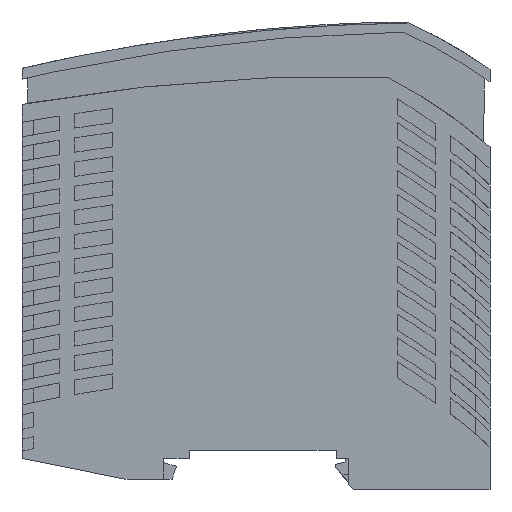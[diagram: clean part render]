
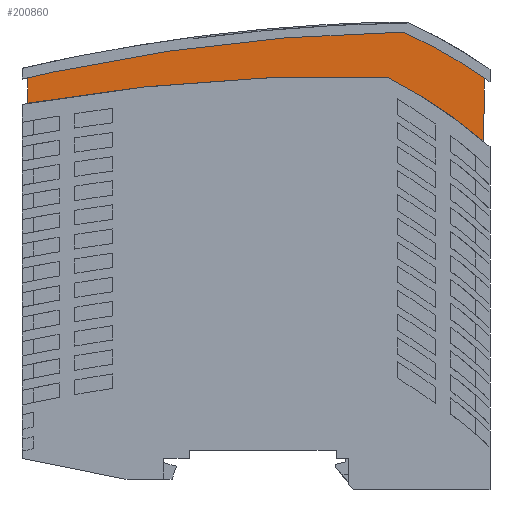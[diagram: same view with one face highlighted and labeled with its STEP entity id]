
A CAD part, left-side view. The second image highlights one B-rep face of the part: STEP entity #200860.
In plain terms, the highlighted face is planar.
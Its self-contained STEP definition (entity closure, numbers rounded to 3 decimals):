
#5500=CARTESIAN_POINT('',(-43.802,79.289,-20.5));
#5510=VERTEX_POINT('',#5500);
#5560=CARTESIAN_POINT('',(12.018,-1.261,-20.5));
#5570=DIRECTION('',(0.,0.,1.));
#5580=DIRECTION('',(0.,1.,0.));
#5590=AXIS2_PLACEMENT_3D('',#5560,#5570,#5580);
#5600=CIRCLE('',#5590,98.);
#5610=CARTESIAN_POINT('',(-28.387,88.023,-20.5));
#5620=VERTEX_POINT('',#5610);
#5630=EDGE_CURVE('',#5620,#5510,#5600,.T.);
#9610=CARTESIAN_POINT('',(-43.8,66.991,-20.5));
#9620=VERTEX_POINT('',#9610);
#9650=CARTESIAN_POINT('',(-43.216,0.,-20.5));
#9660=DIRECTION('',(0.009,-1.,0.));
#9670=VECTOR('',#9660,1.);
#9680=LINE('',#9650,#9670);
#9690=CARTESIAN_POINT('',(-43.907,79.215,-20.5));
#9700=VERTEX_POINT('',#9690);
#9710=EDGE_CURVE('',#9700,#9620,#9680,.T.);
#10090=CARTESIAN_POINT('',(-25.228,79.342,-20.5));
#10100=VERTEX_POINT('',#10090);
#10130=CARTESIAN_POINT('',(19.707,-8.368,-20.5));
#10140=DIRECTION('',(0.,0.,1.));
#10150=DIRECTION('',(-0.456,0.89,0.));
#10160=AXIS2_PLACEMENT_3D('',#10130,#10140,#10150);
#10170=CIRCLE('',#10160,98.55);
#10180=EDGE_CURVE('',#10100,#9620,#10170,.T.);
#46030=CARTESIAN_POINT('',(0.,110.048,-20.5));
#46040=DIRECTION('',(-0.818,-0.575,0.));
#46050=VECTOR('',#46040,1.);
#46060=LINE('',#46030,#46050);
#46070=EDGE_CURVE('',#5510,#9700,#46060,.T.);
#102850=CARTESIAN_POINT('',(43.213,0.,-20.5));
#102860=DIRECTION('',(0.009,1.,0.));
#102870=VECTOR('',#102860,1.);
#102880=LINE('',#102850,#102870);
#102890=CARTESIAN_POINT('',(43.862,74.338,-20.5));
#102900=VERTEX_POINT('',#102890);
#102910=CARTESIAN_POINT('',(43.904,79.229,-20.5));
#102920=VERTEX_POINT('',#102910);
#102930=EDGE_CURVE('',#102900,#102920,#102880,.T.);
#123620=CARTESIAN_POINT('',(-15.7,-268.577,-20.5));
#123630=DIRECTION('',(0.,0.,1.));
#123640=DIRECTION('',(0.172,0.985,0.));
#123650=AXIS2_PLACEMENT_3D('',#123620,#123630,#123640);
#123660=CIRCLE('',#123650,348.05);
#123670=EDGE_CURVE('',#102900,#10100,#123660,.T.);
#164080=CARTESIAN_POINT('',(39.218,80.315,-20.5));
#164090=VERTEX_POINT('',#164080);
#164120=CARTESIAN_POINT('',(0.,89.397,-20.5));
#164130=DIRECTION('',(0.974,-0.226,0.));
#164140=VECTOR('',#164130,1.);
#164150=LINE('',#164120,#164140);
#164160=EDGE_CURVE('',#164090,#102920,#164150,.T.);
#200520=CARTESIAN_POINT('',(-33.817,-259.935,-20.5));
#200530=DIRECTION('',(0.,0.,1.));
#200540=DIRECTION('',(0.,1.,0.));
#200550=AXIS2_PLACEMENT_3D('',#200520,#200530,#200540);
#200560=CIRCLE('',#200550,348.);
#200570=EDGE_CURVE('',#164090,#5620,#200560,.T.);
#200710=CARTESIAN_POINT('',(8.138,82.098,-20.5));
#200720=DIRECTION('',(0.,0.,-1.));
#200730=DIRECTION('',(-1.,0.,0.));
#200740=AXIS2_PLACEMENT_3D('',#200710,#200720,#200730);
#200750=PLANE('',#200740);
#200760=ORIENTED_EDGE('',*,*,#164160,.T.);
#200770=ORIENTED_EDGE('',*,*,#200570,.F.);
#200780=ORIENTED_EDGE('',*,*,#5630,.F.);
#200790=ORIENTED_EDGE('',*,*,#46070,.F.);
#200800=ORIENTED_EDGE('',*,*,#9710,.F.);
#200810=ORIENTED_EDGE('',*,*,#10180,.T.);
#200820=ORIENTED_EDGE('',*,*,#123670,.T.);
#200830=ORIENTED_EDGE('',*,*,#102930,.F.);
#200840=EDGE_LOOP('',(#200830,#200820,#200810,#200800,#200790,#200780,
#200770,#200760));
#200850=FACE_OUTER_BOUND('',#200840,.T.);
#200860=ADVANCED_FACE('',(#200850),#200750,.T.);
